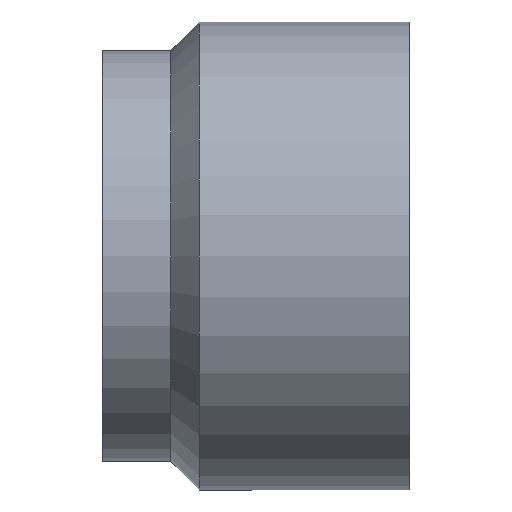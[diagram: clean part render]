
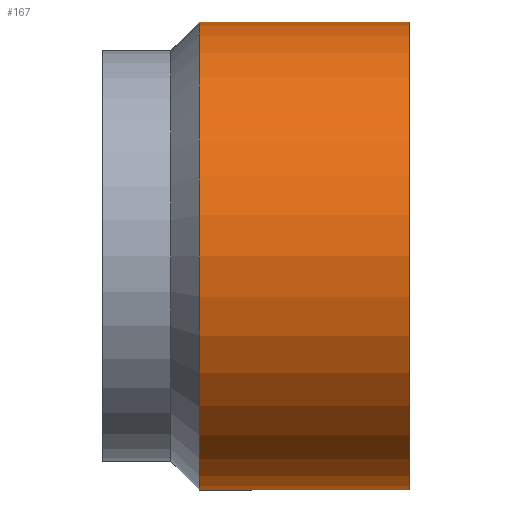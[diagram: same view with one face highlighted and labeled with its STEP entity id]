
A CAD part, left-side view. The second image highlights one B-rep face of the part: STEP entity #167.
In plain terms, the highlighted cylindrical face has radius 27.5 mm (diameter 55 mm), a partial arc.
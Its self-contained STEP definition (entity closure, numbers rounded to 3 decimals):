
#20 = VERTEX_POINT ( 'NONE', #155 ) ;
#24 = VERTEX_POINT ( 'NONE', #153 ) ;
#26 = VERTEX_POINT ( 'NONE', #147 ) ;
#28 = EDGE_CURVE ( 'NONE', #24, #26, #146, .T. ) ;
#37 = ORIENTED_EDGE ( 'NONE', *, *, #209, .T. ) ;
#55 = VERTEX_POINT ( 'NONE', #390 ) ;
#57 = EDGE_CURVE ( 'NONE', #20, #55, #389, .T. ) ;
#116 = ORIENTED_EDGE ( 'NONE', *, *, #57, .T. ) ;
#118 = ORIENTED_EDGE ( 'NONE', *, *, #166, .F. ) ;
#143 = DIRECTION ( 'NONE',  ( 0., -1., 0. ) ) ;
#144 = VECTOR ( 'NONE', #143, 1000. ) ;
#145 = CARTESIAN_POINT ( 'NONE',  ( 0., 0., 27.5 ) ) ;
#146 = LINE ( 'NONE', #145, #144 ) ;
#147 = CARTESIAN_POINT ( 'NONE',  ( 0., 0., 27.5 ) ) ;
#153 = CARTESIAN_POINT ( 'NONE',  ( 0., 24.65, 27.5 ) ) ;
#155 = CARTESIAN_POINT ( 'NONE',  ( 0., 24.65, -27.5 ) ) ;
#166 = EDGE_CURVE ( 'NONE', #26, #55, #428, .T. ) ;
#167 = ADVANCED_FACE ( 'NONE', ( #429 ), #420, .T. ) ;
#168 = ORIENTED_EDGE ( 'NONE', *, *, #28, .F. ) ;
#169 = EDGE_LOOP ( 'NONE', ( #168, #37, #116, #118 ) ) ;
#209 = EDGE_CURVE ( 'NONE', #24, #20, #350, .T. ) ;
#346 = DIRECTION ( 'NONE',  ( 0., 0., -1. ) ) ;
#347 = DIRECTION ( 'NONE',  ( 0., -1., 0. ) ) ;
#348 = CARTESIAN_POINT ( 'NONE',  ( 0., 24.65, 0. ) ) ;
#349 = AXIS2_PLACEMENT_3D ( 'NONE', #348, #347, #346 ) ;
#350 = CIRCLE ( 'NONE', #349, 27.5 ) ;
#386 = DIRECTION ( 'NONE',  ( 0., -1., 0. ) ) ;
#387 = VECTOR ( 'NONE', #386, 1000. ) ;
#388 = CARTESIAN_POINT ( 'NONE',  ( 0., 0., -27.5 ) ) ;
#389 = LINE ( 'NONE', #388, #387 ) ;
#390 = CARTESIAN_POINT ( 'NONE',  ( 0., 0., -27.5 ) ) ;
#417 = DIRECTION ( 'NONE',  ( 0., 0., -1. ) ) ;
#418 = DIRECTION ( 'NONE',  ( 0., -1., 0. ) ) ;
#419 = AXIS2_PLACEMENT_3D ( 'NONE', #422, #418, #417 ) ;
#420 = CYLINDRICAL_SURFACE ( 'NONE', #419, 27.5 ) ;
#422 = CARTESIAN_POINT ( 'NONE',  ( 0., 0., 0. ) ) ;
#423 = DIRECTION ( 'NONE',  ( 0., 0., -1. ) ) ;
#424 = DIRECTION ( 'NONE',  ( 0., -1., 0. ) ) ;
#426 = CARTESIAN_POINT ( 'NONE',  ( 0., 0., 0. ) ) ;
#427 = AXIS2_PLACEMENT_3D ( 'NONE', #426, #424, #423 ) ;
#428 = CIRCLE ( 'NONE', #427, 27.5 ) ;
#429 = FACE_OUTER_BOUND ( 'NONE', #169, .T. ) ;
